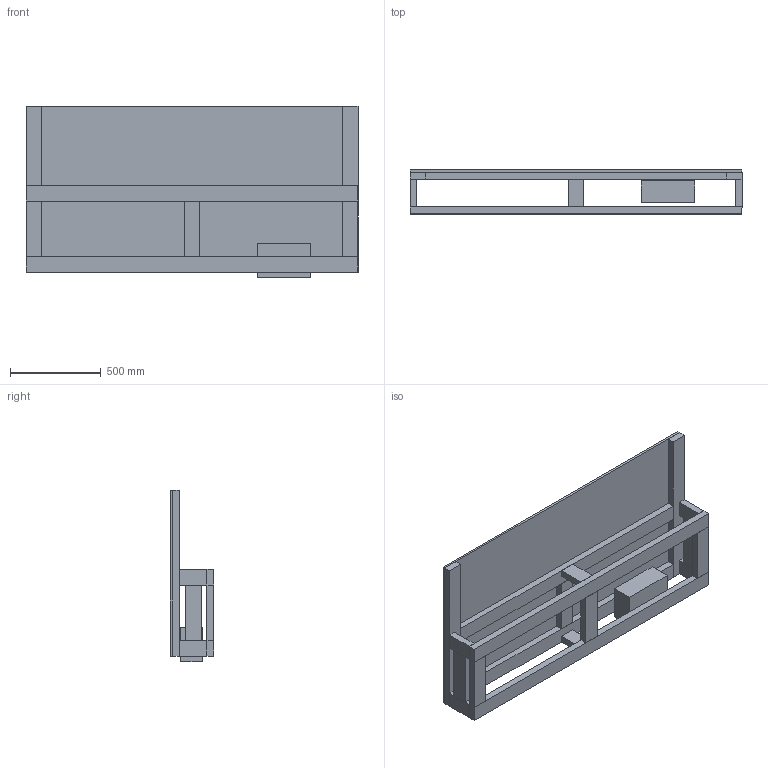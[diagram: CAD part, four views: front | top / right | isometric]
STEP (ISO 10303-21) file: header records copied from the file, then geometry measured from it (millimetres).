
FILE_DESCRIPTION (( 'STEP AP214' ), '1' );
FILE_NAME ('StandsTable.STEP', '2021-09-24T17:47:30', ( '' ), ( '' ), 'SwSTEP 2.0', 'SolidWorks 2020', '' );
FILE_SCHEMA (( 'AUTOMOTIVE_DESIGN' ));
Length unit declared in the file: inch
Products named in the file (8): CenterVerticalBeam; Briefcase; Support Beam; StandsTable; SideBar; Support Beam Lower; TableTop; Part1^StandsTable
Assembly tree (20 placements, depth 2):
  StandsTable
    TableTop
    Briefcase
    Part1^StandsTable  x2
    Support Beam  x2
    Support Beam Lower  x2
    SideBar  x6
    CenterVerticalBeam  x6
Bounding box: 1828.8 x 241.3 x 943.72 mm (x, y, z)
Volume: 66566078.3 mm3; surface area: 6673187.3 mm2
Topology: 20 solids, 20 shells, 120 faces, 240 edges, 160 vertices
Faces by surface type: plane 120
Entity records: 1546 total; most frequent: DIRECTION 214, CARTESIAN_POINT 205, ORIENTED_EDGE 168, EDGE_CURVE 84, VECTOR 84, LINE 84, AXIS2_PLACEMENT_3D 65, VERTEX_POINT 56
